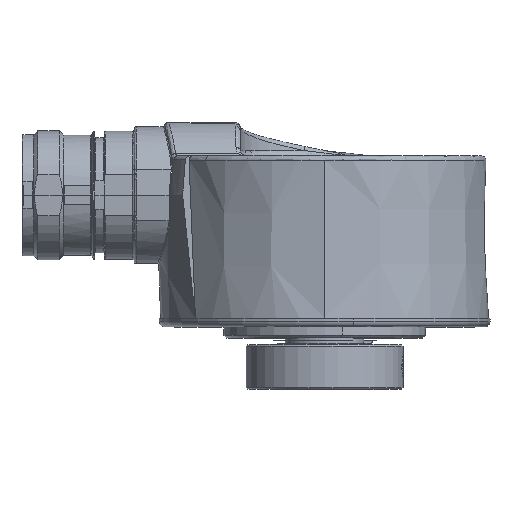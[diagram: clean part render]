
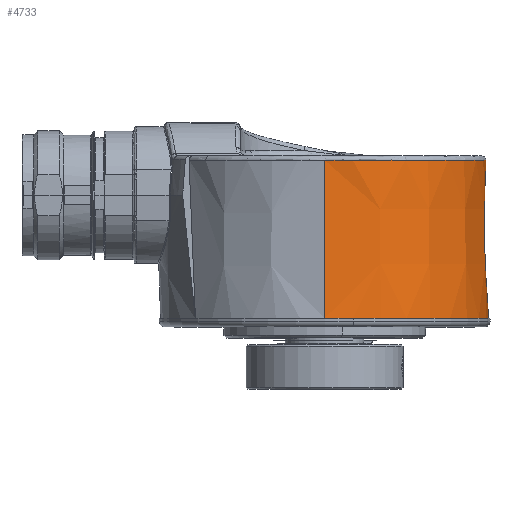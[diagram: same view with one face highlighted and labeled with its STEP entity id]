
A CAD part, top view. The second image highlights one B-rep face of the part: STEP entity #4733.
In plain terms, the highlighted conical face has half-angle 1 degrees and reference radius 28.672 mm.
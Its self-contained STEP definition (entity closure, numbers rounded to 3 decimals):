
#6 = ORIENTED_EDGE ( 'NONE', *, *, #11522, .T. ) ;
#18 = CARTESIAN_POINT ( 'NONE',  ( 0., 31.714, 0. ) ) ;
#165 = CARTESIAN_POINT ( 'NONE',  ( 0., 3.5, -29.25 ) ) ;
#601 = CIRCLE ( 'NONE', #5595, 28.758 ) ;
#731 = VECTOR ( 'NONE', #12728, 1000. ) ;
#960 = VERTEX_POINT ( 'NONE', #15002 ) ;
#963 = LINE ( 'NONE', #13738, #731 ) ;
#1153 = AXIS2_PLACEMENT_3D ( 'NONE', #4116, #4069, #4130 ) ;
#1683 = CIRCLE ( 'NONE', #13627, 29.25 ) ;
#1705 = B_SPLINE_CURVE_WITH_KNOTS ( 'NONE', 3,
 ( #8034, #8234, #13887, #15293 ),
 .UNSPECIFIED., .F., .F.,
 ( 4, 4 ),
 ( 0.764, 1. ),
 .UNSPECIFIED. ) ;
#1901 = CIRCLE ( 'NONE', #10400, 28.758 ) ;
#2220 = VERTEX_POINT ( 'NONE', #165 ) ;
#3172 = VERTEX_POINT ( 'NONE', #3963 ) ;
#3307 = VECTOR ( 'NONE', #7010, 1000. ) ;
#3561 = ORIENTED_EDGE ( 'NONE', *, *, #11543, .T. ) ;
#3963 = CARTESIAN_POINT ( 'NONE',  ( 8.842, 31.714, -27.364 ) ) ;
#4037 = ORIENTED_EDGE ( 'NONE', *, *, #11594, .T. ) ;
#4069 = DIRECTION ( 'NONE',  ( 0., -1., 0. ) ) ;
#4116 = CARTESIAN_POINT ( 'NONE',  ( 0., 36.585, 0. ) ) ;
#4130 = DIRECTION ( 'NONE',  ( 0., 0., -1. ) ) ;
#4222 = EDGE_LOOP ( 'NONE', ( #7594, #6, #3561, #4711, #12556, #4037 ) ) ;
#4711 = ORIENTED_EDGE ( 'NONE', *, *, #11563, .T. ) ;
#4733 = ADVANCED_FACE ( 'NONE', ( #8371 ), #8188, .T. ) ;
#5298 = CARTESIAN_POINT ( 'NONE',  ( 0., 36.585, -28.673 ) ) ;
#5595 = AXIS2_PLACEMENT_3D ( 'NONE', #14001, #15358, #13016 ) ;
#5914 = VERTEX_POINT ( 'NONE', #10903 ) ;
#6298 = CARTESIAN_POINT ( 'NONE',  ( 0., 32.709, -28.74 ) ) ;
#7010 = DIRECTION ( 'NONE',  ( 0., -1., -0.017 ) ) ;
#7594 = ORIENTED_EDGE ( 'NONE', *, *, #11492, .T. ) ;
#8034 = CARTESIAN_POINT ( 'NONE',  ( 0., 32.709, -28.74 ) ) ;
#8188 = CONICAL_SURFACE ( 'NONE', #1153, 28.673, 0.017 ) ;
#8234 = CARTESIAN_POINT ( 'NONE',  ( 2.994, 32.377, -28.746 ) ) ;
#8371 = FACE_OUTER_BOUND ( 'NONE', #4222, .T. ) ;
#9363 = CARTESIAN_POINT ( 'NONE',  ( 0., 3.5, 29.25 ) ) ;
#10400 = AXIS2_PLACEMENT_3D ( 'NONE', #18, #10701, #14503 ) ;
#10701 = DIRECTION ( 'NONE',  ( 0., -1., 0. ) ) ;
#10903 = CARTESIAN_POINT ( 'NONE',  ( 0., 31.714, 28.758 ) ) ;
#11012 = LINE ( 'NONE', #5298, #3307 ) ;
#11492 = EDGE_CURVE ( 'NONE', #3172, #960, #601, .T. ) ;
#11522 = EDGE_CURVE ( 'NONE', #960, #5914, #1901, .T. ) ;
#11543 = EDGE_CURVE ( 'NONE', #5914, #13826, #963, .T. ) ;
#11554 = DIRECTION ( 'NONE',  ( 0., 1., 0. ) ) ;
#11563 = EDGE_CURVE ( 'NONE', #13826, #2220, #1683, .T. ) ;
#11568 = EDGE_CURVE ( 'NONE', #12868, #2220, #11012, .T. ) ;
#11594 = EDGE_CURVE ( 'NONE', #12868, #3172, #1705, .T. ) ;
#12410 = DIRECTION ( 'NONE',  ( 0., 0., -1. ) ) ;
#12556 = ORIENTED_EDGE ( 'NONE', *, *, #11568, .F. ) ;
#12619 = CARTESIAN_POINT ( 'NONE',  ( 0., 3.5, 0. ) ) ;
#12728 = DIRECTION ( 'NONE',  ( 0., -1., 0.017 ) ) ;
#12868 = VERTEX_POINT ( 'NONE', #6298 ) ;
#13016 = DIRECTION ( 'NONE',  ( 1., 0., 0. ) ) ;
#13627 = AXIS2_PLACEMENT_3D ( 'NONE', #12619, #11554, #12410 ) ;
#13738 = CARTESIAN_POINT ( 'NONE',  ( 0., 36.585, 28.673 ) ) ;
#13826 = VERTEX_POINT ( 'NONE', #9363 ) ;
#13887 = CARTESIAN_POINT ( 'NONE',  ( 5.99, 32.046, -28.28 ) ) ;
#14001 = CARTESIAN_POINT ( 'NONE',  ( 0., 31.714, 0. ) ) ;
#14503 = DIRECTION ( 'NONE',  ( 1., 0., 0. ) ) ;
#15002 = CARTESIAN_POINT ( 'NONE',  ( 28.758, 31.714, 0. ) ) ;
#15293 = CARTESIAN_POINT ( 'NONE',  ( 8.842, 31.714, -27.364 ) ) ;
#15358 = DIRECTION ( 'NONE',  ( 0., -1., 0. ) ) ;
